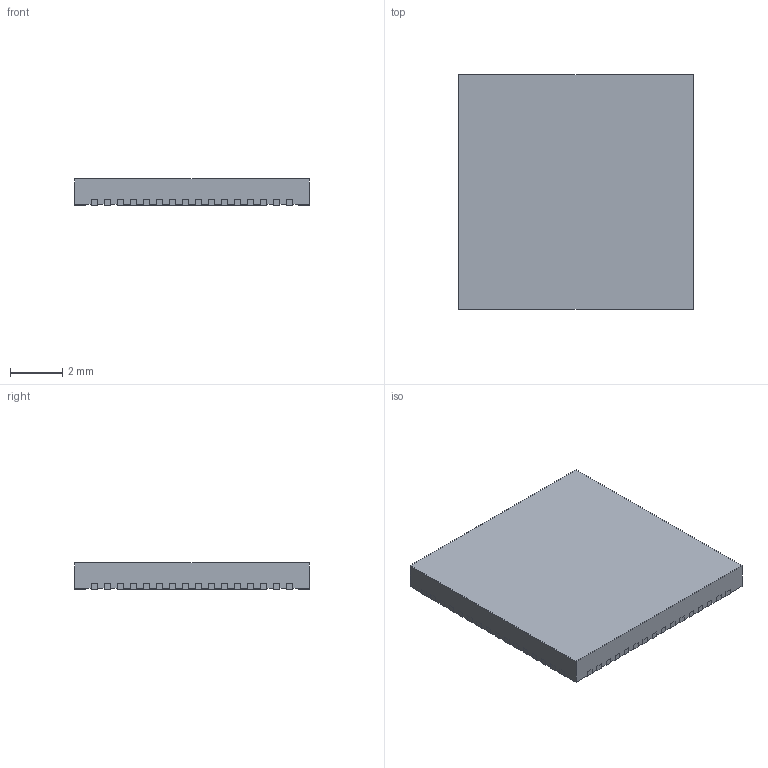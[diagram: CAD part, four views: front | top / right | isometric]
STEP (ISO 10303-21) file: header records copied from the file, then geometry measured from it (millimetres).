
FILE_DESCRIPTION((''),'2;1');
FILE_NAME('RGC0064K_ASM','2017-07-07T07:50:47',('a0412086'),(''),'CREO PARAMETRIC BY PTC INC, 2016510','CREO PARAMETRIC BY PTC INC, 2016510','');
FILE_SCHEMA(('AUTOMOTIVE_DESIGN { 1 0 10303 214 1 1 1 1 }'));
Length unit declared in the file: millimetre
Products named in the file (69): BODY-QFN_104; FRAME-RGC0064G_116_1; FRAME-RGC0064G_116_2; FRAME-RGC0064G_116_3; FRAME-RGC0064G_116_4; FRAME-RGC0064G_116_5; FRAME-RGC0064G_116_6; FRAME-RGC0064G_116_7; FRAME-RGC0064G_116_8; FRAME-RGC0064G_116_9; FRAME-RGC0064G_116_10; FRAME-RGC0064G_116_11; FRAME-RGC0064G_116_12; FRAME-RGC0064G_116_13; FRAME-RGC0064G_116_14; FRAME-RGC0064G_116_15; FRAME-RGC0064G_116_16; FRAME-RGC0064G_116_17; FRAME-RGC0064G_116_18; FRAME-RGC0064G_116_19; FRAME-RGC0064G_116_20; FRAME-RGC0064G_116_21; FRAME-RGC0064G_116_22; FRAME-RGC0064G_116_23; FRAME-RGC0064G_116_24; FRAME-RGC0064G_116_25; FRAME-RGC0064G_116_26; FRAME-RGC0064G_116_27; FRAME-RGC0064G_116_28; FRAME-RGC0064G_116_29; FRAME-RGC0064G_116_30; FRAME-RGC0064G_116_31; FRAME-RGC0064G_116_32; FRAME-RGC0064G_116_33; FRAME-RGC0064G_116_34; FRAME-RGC0064G_116_35; FRAME-RGC0064G_116_36; FRAME-RGC0064G_116_37; FRAME-RGC0064G_116_38; FRAME-RGC0064G_116_39 ...
Assembly tree (68 placements, depth 4):
  RGC0064K_ASM
    RGC0064K_ASM_221_ASM
      BODY-QFN_104
      FRAME-RGC0064G_116_ASM
        FRAME-RGC0064G_116_1
        FRAME-RGC0064G_116_2
        FRAME-RGC0064G_116_3
        FRAME-RGC0064G_116_4
        FRAME-RGC0064G_116_5
        FRAME-RGC0064G_116_6
        FRAME-RGC0064G_116_7
        FRAME-RGC0064G_116_8
        FRAME-RGC0064G_116_9
        FRAME-RGC0064G_116_10
        FRAME-RGC0064G_116_11
        FRAME-RGC0064G_116_12
        FRAME-RGC0064G_116_13
        FRAME-RGC0064G_116_14
        FRAME-RGC0064G_116_15
        FRAME-RGC0064G_116_16
        FRAME-RGC0064G_116_17
        FRAME-RGC0064G_116_18
        FRAME-RGC0064G_116_19
        FRAME-RGC0064G_116_20
        FRAME-RGC0064G_116_21
        FRAME-RGC0064G_116_22
        FRAME-RGC0064G_116_23
        FRAME-RGC0064G_116_24
        FRAME-RGC0064G_116_25
        FRAME-RGC0064G_116_26
        FRAME-RGC0064G_116_27
        FRAME-RGC0064G_116_28
        FRAME-RGC0064G_116_29
        FRAME-RGC0064G_116_30
        FRAME-RGC0064G_116_31
        FRAME-RGC0064G_116_32
        FRAME-RGC0064G_116_33
        FRAME-RGC0064G_116_34
        FRAME-RGC0064G_116_35
        FRAME-RGC0064G_116_36
        FRAME-RGC0064G_116_37
        FRAME-RGC0064G_116_38
        FRAME-RGC0064G_116_39
        FRAME-RGC0064G_116_40
        FRAME-RGC0064G_116_41
        FRAME-RGC0064G_116_42
        FRAME-RGC0064G_116_43
        FRAME-RGC0064G_116_44
        FRAME-RGC0064G_116_45
        FRAME-RGC0064G_116_46
        FRAME-RGC0064G_116_47
        FRAME-RGC0064G_116_48
        FRAME-RGC0064G_116_49
        FRAME-RGC0064G_116_50
        FRAME-RGC0064G_116_51
        FRAME-RGC0064G_116_52
        FRAME-RGC0064G_116_53
        FRAME-RGC0064G_116_54
        FRAME-RGC0064G_116_55
        FRAME-RGC0064G_116_56
Bounding box: 9 x 9 x 1 mm (x, y, z)
Volume: 79.9 mm3; surface area: 315.8 mm2
Topology: 66 solids, 66 shells, 669 faces, 1730 edges, 1196 vertices
Faces by surface type: plane 541, cylinder 128
Entity records: 33800 total; most frequent: DIRECTION 4751, CARTESIAN_POINT 4619, ORIENTED_EDGE 3460, PRESENTATION_STYLE_ASSIGNMENT 1797, STYLED_ITEM 1797, CURVE_STYLE 1730, EDGE_CURVE 1730, AXIS2_PLACEMENT_3D 1600
